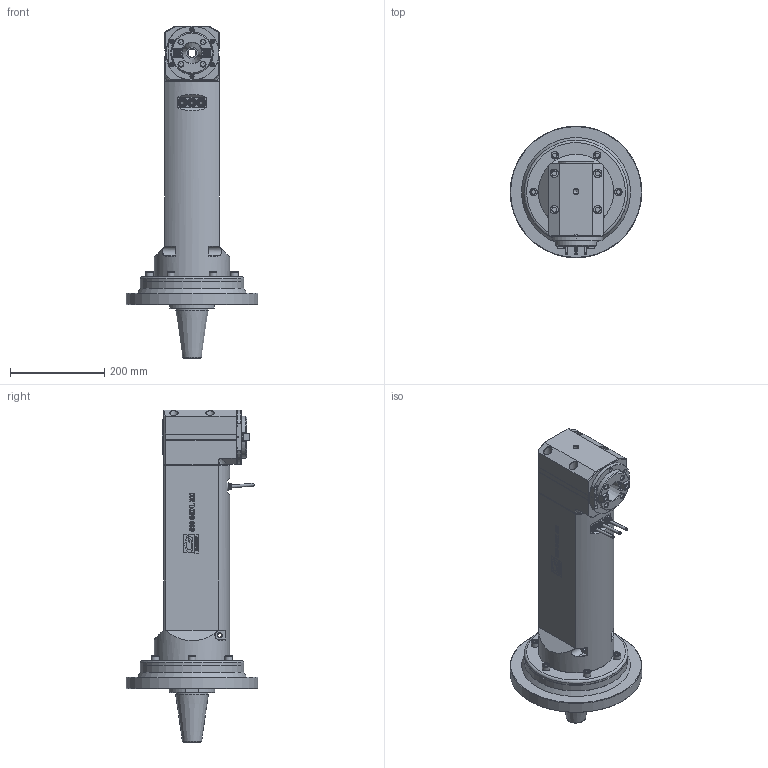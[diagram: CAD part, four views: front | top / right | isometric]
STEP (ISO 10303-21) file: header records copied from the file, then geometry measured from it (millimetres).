
FILE_DESCRIPTION(/* description */ (''),/* implementation_level */ '2;1');
FILE_NAME(/* name */ '9.G90.S4001-500XL-CAT50.stp',/* time_stamp */ '2026-02-23T10:56:02-05:00',/* author */ ('jkrenzer'),/* organization */ (''),/* preprocessor_version */ 'ST-DEVELOPER v20',/* originating_system */ 'Autodesk Inventor 2025',/* authorisation */ '');
FILE_SCHEMA (('AUTOMOTIVE_DESIGN { 1 0 10303 214 3 1 1 }'));
Products named in the file (4): 9.G90.S4001-500XL-CAT50; 9.G90.S4001-500XL; 9_SK_45_1   (Classic, Cat50, MTC); 9_UF_00005  (Classic MTC universal flange, Type 5)
Assembly tree (3 placements, depth 2):
  9.G90.S4001-500XL-CAT50
    9.G90.S4001-500XL
    9_SK_45_1   (Classic, Cat50, MTC)
    9_UF_00005  (Classic MTC universal flange, Type 5)
Bounding box: 280 x 280 x 705.4 mm (x, y, z)
Volume: 9356979.8 mm3; surface area: 1125633 mm2
Topology: 20 solids, 39 shells, 2065 faces, 5171 edges, 3290 vertices
Faces by surface type: plane 750, cone 545, cylinder 494, bspline 252, torus 21, sphere 3
Full cylindrical faces by diameter (mm): 1.8 x1, 2 x1, 2.5 x3, 3.3 x5, 4 x2, 4.2 x9, 5 x10, 5.5 x8, 6 x8, 6.5 x2, 6.8 x12, 8 x8, 8.5 x27, 8.8 x11, 9 x12, 9.8 x2, 10 x16, 10.2 x1, 10.25 x1, 10.5 x11, 11 x5, 12 x3, 13 x4, 14 x11, 15 x1, 16 x6, 17 x5, 21.96 x1, 24 x1, 25 x3
Entity records: 77013 total; most frequent: CARTESIAN_POINT 26234, ORIENTED_EDGE 10232, DIRECTION 10198, EDGE_CURVE 5133, AXIS2_PLACEMENT_3D 3908, VERTEX_POINT 3291, LINE 2382, VECTOR 2382
